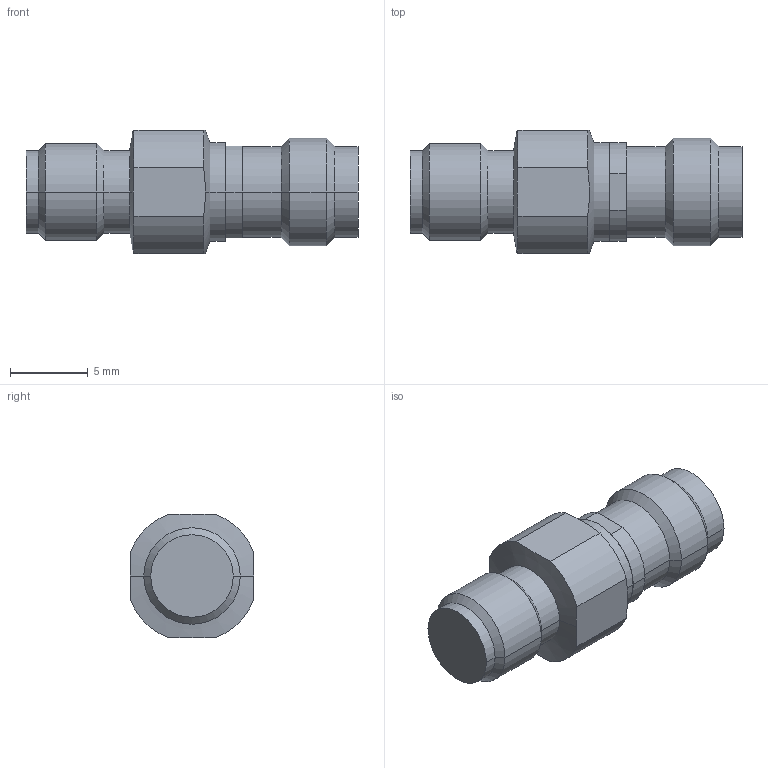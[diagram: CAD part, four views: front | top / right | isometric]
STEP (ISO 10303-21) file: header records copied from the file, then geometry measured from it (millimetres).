
FILE_DESCRIPTION (( 'STEP AP203' ), '1' );
FILE_NAME ('FMAD1261_3D.STEP', '2021-05-05T13:01:12', ( '' ), ( '' ), 'SwSTEP 2.0', 'SolidWorks 2020', '' );
FILE_SCHEMA (( 'CONFIG_CONTROL_DESIGN' ));
Length unit declared in the file: millimetre
Products named in the file (1): FMAD1261_3D
Bounding box: 21.32 x 7.9 x 7.9 mm (x, y, z)
Volume: 742.3 mm3; surface area: 570.4 mm2
Topology: 1 solids, 1 shells, 46 faces, 103 edges, 62 vertices
Faces by surface type: cylinder 23, cone 12, plane 11
Entity records: 1402 total; most frequent: CARTESIAN_POINT 288, DIRECTION 231, ORIENTED_EDGE 206, EDGE_CURVE 103, AXIS2_PLACEMENT_3D 93, VERTEX_POINT 62, EDGE_LOOP 49, ADVANCED_FACE 46
